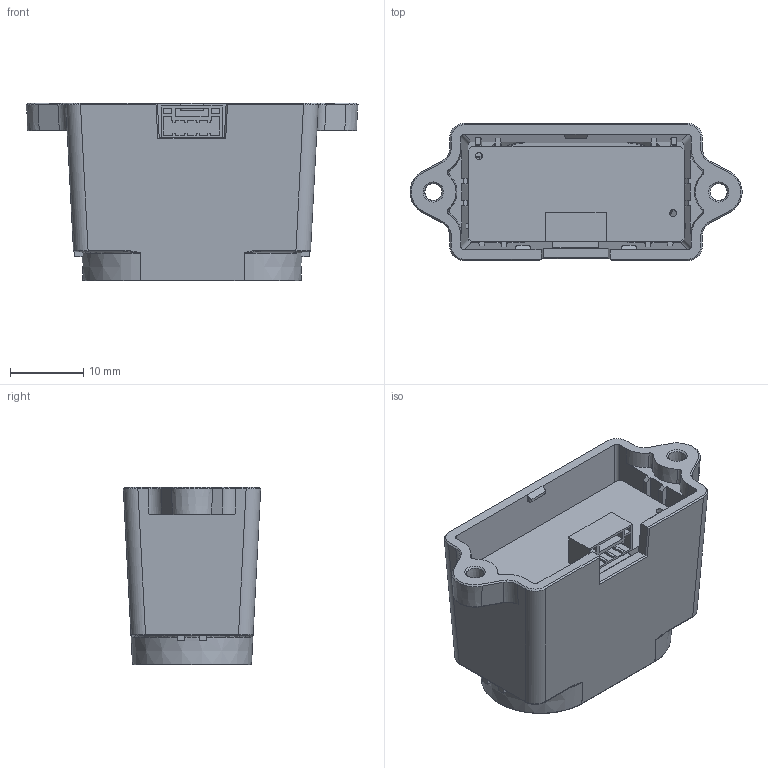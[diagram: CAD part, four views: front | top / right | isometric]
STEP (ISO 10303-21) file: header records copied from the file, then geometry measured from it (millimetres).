
FILE_DESCRIPTION(/* description */ (''),/* implementation_level */ '2;1');
FILE_NAME(/* name */ 'SDM-15-开模版本.stp',/* time_stamp */ '2024-12-19T17:33:39+08:00',/* author */ (''),/* organization */ (''),/* preprocessor_version */ 'ST-DEVELOPER v16',/* originating_system */ 'SIEMENS PLM Software NX 10.0',/* authorisation */ '');
FILE_SCHEMA (('AUTOMOTIVE_DESIGN { 1 0 10303 214 3 1 1 1 }'));
Length unit declared in the file: millimetre
Products named in the file (1): RD062C0370kd5p
Bounding box: 45.35 x 18.78 x 24.3 mm (x, y, z)
Volume: 4873.7 mm3; surface area: 8057.4 mm2
Topology: 5 solids, 5 shells, 385 faces, 1051 edges, 680 vertices
Faces by surface type: plane 253, cylinder 56, cone 34, bspline 32, torus 10
Full cylindrical faces by diameter (mm): 0.95 x2
Entity records: 13812 total; most frequent: CARTESIAN_POINT 3521, ORIENTED_EDGE 2078, DIRECTION 1815, EDGE_CURVE 1039, LINE 711, VECTOR 711, VERTEX_POINT 678, AXIS2_PLACEMENT_3D 552
